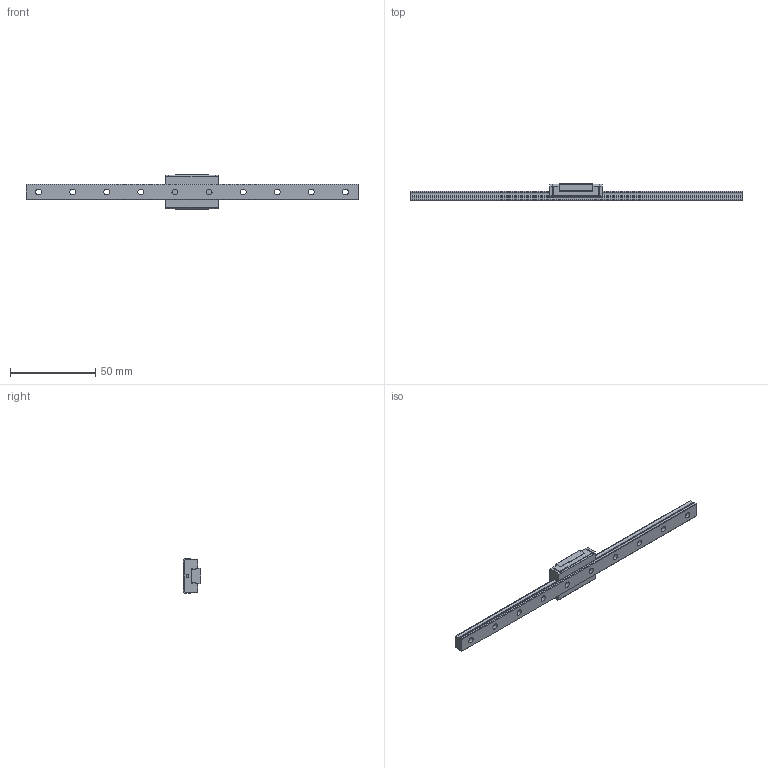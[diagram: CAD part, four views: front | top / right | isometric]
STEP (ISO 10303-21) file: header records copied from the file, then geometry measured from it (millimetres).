
FILE_DESCRIPTION( ( 'STEP AP203' ), '1' );
FILE_NAME( 'SRS9XM1UU1957_5082_1000_2_03.stp', ' ', ( ' ' ), ( ' ' ), 'PSStep 15.0.47', 'PARTsolutions', ' ' );
FILE_SCHEMA( ( 'CONFIG_CONTROL_DESIGN' ) );
Length unit declared in the file: millimetre
Products named in the file (3): SRS9XM1UU1957.5082.1000; HI_SRS9XM1957.5 Track; HI_SRS9XMUU  Slider
Assembly tree (2 placements, depth 2):
  SRS9XM1UU1957.5082.1000
    HI_SRS9XM1957.5 Track
    HI_SRS9XMUU  Slider
Bounding box: 195 x 10 x 20 mm (x, y, z)
Volume: 11672.9 mm3; surface area: 8616.6 mm2
Topology: 2 solids, 2 shells, 152 faces, 388 edges, 252 vertices
Faces by surface type: plane 91, cylinder 53, cone 8
Full cylindrical faces by diameter (mm): 1.5 x2, 2.459 x4, 3.5 x10, 6 x10
Entity records: 4508 total; most frequent: DIRECTION 770, CARTESIAN_POINT 749, ORIENTED_EDGE 692, EDGE_CURVE 346, AXIS2_PLACEMENT_3D 269, VERTEX_POINT 248, LINE 232, VECTOR 232
